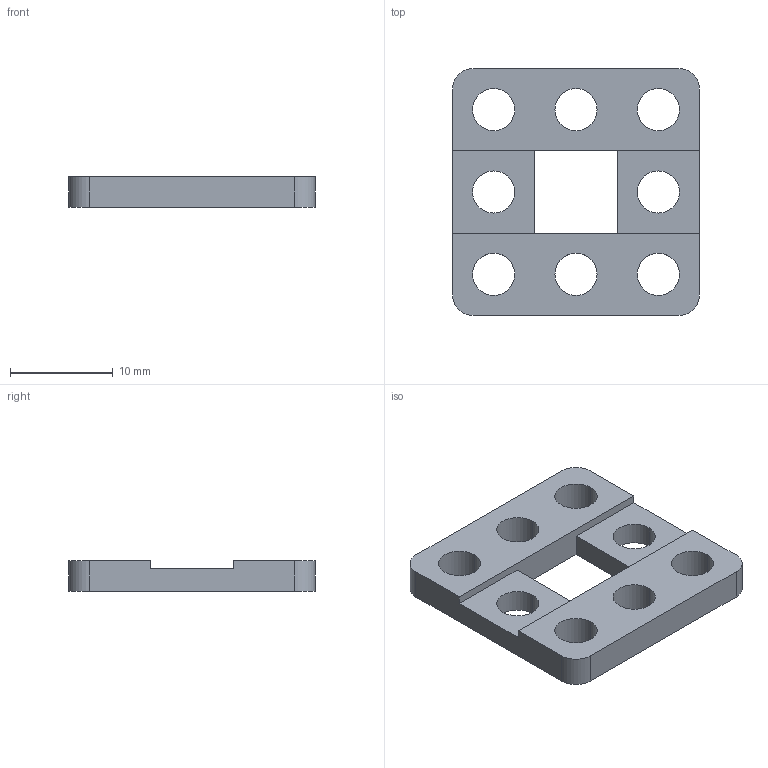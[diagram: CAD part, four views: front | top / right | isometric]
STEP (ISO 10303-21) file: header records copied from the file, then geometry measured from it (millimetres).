
FILE_DESCRIPTION (( 'STEP AP214' ), '1' );
FILE_NAME ('Belt Connector肮祭湍嘐隅え.step', '2016-10-28T04:08:49', ( 'dell' ), ( '' ), 'SwSTEP 2.0', 'SolidWorks 2013', '' );
FILE_SCHEMA (( 'AUTOMOTIVE_DESIGN' ));
Length unit declared in the file: millimetre
Products named in the file (1): Belt Connector肮祭湍嘐隅え
Bounding box: 24 x 24 x 3 mm (x, y, z)
Volume: 1122.1 mm3; surface area: 1465.6 mm2
Topology: 1 solids, 1 shells, 33 faces, 96 edges, 64 vertices
Faces by surface type: cylinder 20, plane 13
Entity records: 1180 total; most frequent: DIRECTION 204, CARTESIAN_POINT 194, ORIENTED_EDGE 192, EDGE_CURVE 96, AXIS2_PLACEMENT_3D 74, VERTEX_POINT 64, LINE 56, VECTOR 56
